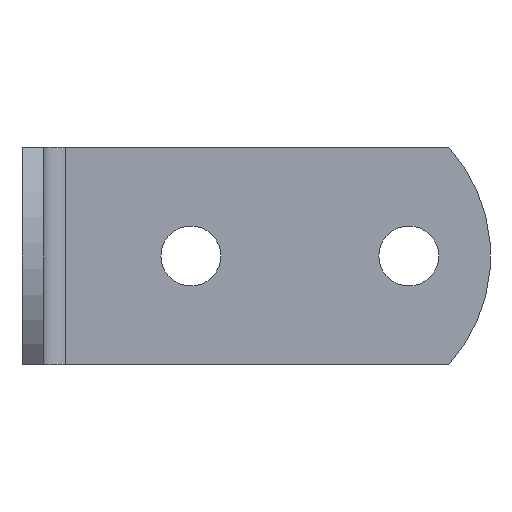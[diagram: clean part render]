
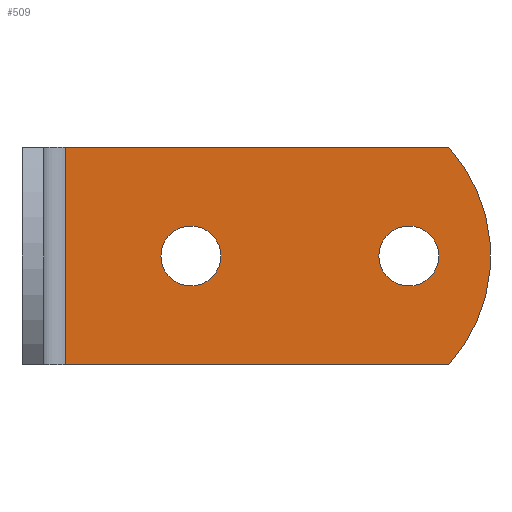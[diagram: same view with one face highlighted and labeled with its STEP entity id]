
A CAD part, front view. The second image highlights one B-rep face of the part: STEP entity #509.
In plain terms, the highlighted planar face has unit normal (0, -1, 0).
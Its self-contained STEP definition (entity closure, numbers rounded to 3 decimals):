
#192=CARTESIAN_POINT('',(78.361,-4.,-20.0));
#193=VERTEX_POINT('',#192);
#194=CARTESIAN_POINT('',(78.361,-4.,20.0));
#195=VERTEX_POINT('',#194);
#196=CARTESIAN_POINT('',(56.0,-4.,0.));
#197=DIRECTION('',(0.,-1.0,0.));
#198=DIRECTION('',(0.745,0.,0.667));
#199=AXIS2_PLACEMENT_3D('',#196,#197,#198);
#200=CIRCLE('',#199,30.);
#201=EDGE_CURVE('',#193,#195,#200,.T.);
#288=CARTESIAN_POINT('',(8.,-4.,-20.0));
#289=VERTEX_POINT('',#288);
#290=CARTESIAN_POINT('',(8.0,-4.,-20.0));
#291=DIRECTION('',(1.0,0.0,0.0));
#292=VECTOR('',#291,70.361);
#293=LINE('',#290,#292);
#294=EDGE_CURVE('',#289,#193,#293,.T.);
#351=CARTESIAN_POINT('',(36.5,-4.,0.));
#352=VERTEX_POINT('',#351);
#353=CARTESIAN_POINT('',(31.,-4.,0.));
#354=DIRECTION('',(0.0,1.0,0.0));
#355=DIRECTION('',(-1.0,0.0,0.0));
#356=AXIS2_PLACEMENT_3D('',#353,#354,#355);
#357=CIRCLE('',#356,5.5);
#358=EDGE_CURVE('',#352,#352,#357,.T.);
#371=CARTESIAN_POINT('',(76.5,-4.,0.));
#372=VERTEX_POINT('',#371);
#373=CARTESIAN_POINT('',(71.,-4.,0.));
#374=DIRECTION('',(0.0,1.0,0.0));
#375=DIRECTION('',(-1.0,0.0,0.0));
#376=AXIS2_PLACEMENT_3D('',#373,#374,#375);
#377=CIRCLE('',#376,5.5);
#378=EDGE_CURVE('',#372,#372,#377,.T.);
#391=CARTESIAN_POINT('',(8.,-4.,20.0));
#392=VERTEX_POINT('',#391);
#393=CARTESIAN_POINT('',(8.,-4.,20.0));
#394=DIRECTION('',(0.0,0.0,-1.0));
#395=VECTOR('',#394,40.0);
#396=LINE('',#393,#395);
#397=EDGE_CURVE('',#392,#289,#396,.T.);
#483=CARTESIAN_POINT('',(8.0,-4.,20.0));
#484=DIRECTION('',(1.0,0.0,0.0));
#485=VECTOR('',#484,70.361);
#486=LINE('',#483,#485);
#487=EDGE_CURVE('',#392,#195,#486,.T.);
#492=CARTESIAN_POINT('',(-6.524,-4.,0.0));
#493=DIRECTION('',(0.0,-1.0,0.0));
#494=DIRECTION('',(0.0,0.0,-1.0));
#495=AXIS2_PLACEMENT_3D('',#492,#493,#494);
#496=PLANE('',#495);
#497=ORIENTED_EDGE('',*,*,#201,.T.);
#498=ORIENTED_EDGE('',*,*,#487,.F.);
#499=ORIENTED_EDGE('',*,*,#397,.T.);
#500=ORIENTED_EDGE('',*,*,#294,.T.);
#501=EDGE_LOOP('',(#497,#498,#499,#500));
#502=FACE_OUTER_BOUND('',#501,.T.);
#503=ORIENTED_EDGE('',*,*,#358,.T.);
#504=EDGE_LOOP('',(#503));
#505=FACE_BOUND('',#504,.T.);
#506=ORIENTED_EDGE('',*,*,#378,.T.);
#507=EDGE_LOOP('',(#506));
#508=FACE_BOUND('',#507,.T.);
#509=ADVANCED_FACE('',(#502,#505,#508),#496,.T.);
